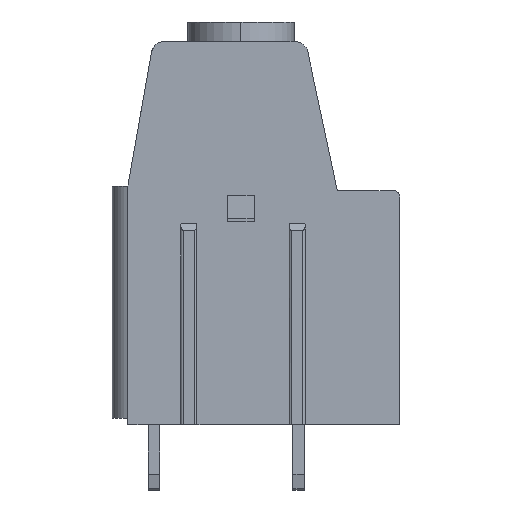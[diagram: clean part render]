
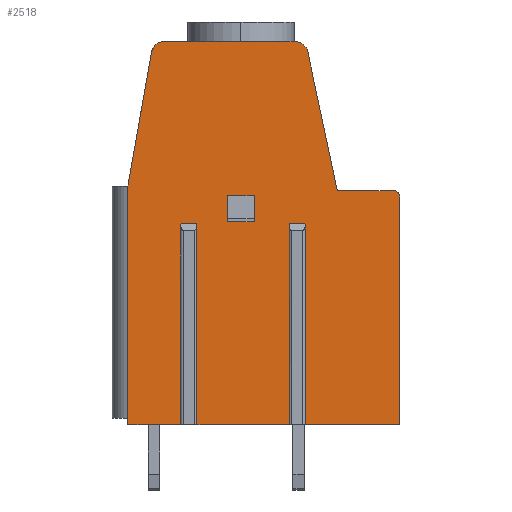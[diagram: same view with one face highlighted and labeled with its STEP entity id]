
A CAD part, top view. The second image highlights one B-rep face of the part: STEP entity #2518.
In plain terms, the highlighted planar face has unit normal (0, 0, 1).
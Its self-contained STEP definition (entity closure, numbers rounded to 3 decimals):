
#700=DIRECTION('',(0.,1.,0.));
#701=VECTOR('',#700,2.);
#702=CARTESIAN_POINT('',(-0.75,0.85,5.08));
#703=LINE('',#702,#701);
#704=DIRECTION('',(1.,0.,0.));
#705=VECTOR('',#704,2.);
#706=CARTESIAN_POINT('',(-2.75,2.85,5.08));
#707=LINE('',#706,#705);
#708=DIRECTION('',(0.,1.,0.));
#709=VECTOR('',#708,2.);
#710=CARTESIAN_POINT('',(-2.75,0.85,5.08));
#711=LINE('',#710,#709);
#712=DIRECTION('',(1.,0.,0.));
#713=VECTOR('',#712,2.);
#714=CARTESIAN_POINT('',(-2.75,0.85,5.08));
#715=LINE('',#714,#713);
#716=CARTESIAN_POINT('',(2.386,13.65,5.08));
#717=DIRECTION('',(0.,0.,1.));
#718=DIRECTION('',(0.978,0.208,0.));
#719=AXIS2_PLACEMENT_3D('',#716,#717,#718);
#721=DIRECTION('',(-0.208,0.978,0.));
#722=VECTOR('',#721,10.845);
#723=CARTESIAN_POINT('',(5.619,3.25,5.08));
#724=LINE('',#723,#722);
#725=DIRECTION('',(-1.,0.,0.));
#726=VECTOR('',#725,4.281);
#727=CARTESIAN_POINT('',(9.9,3.25,5.08));
#728=LINE('',#727,#726);
#729=CARTESIAN_POINT('',(9.9,2.75,5.08));
#730=DIRECTION('',(0.,0.,1.));
#731=DIRECTION('',(1.,0.,0.));
#732=AXIS2_PLACEMENT_3D('',#729,#730,#731);
#734=DIRECTION('',(0.,1.,0.));
#735=VECTOR('',#734,17.4);
#736=CARTESIAN_POINT('',(10.4,-14.65,5.08));
#737=LINE('',#736,#735);
#738=DIRECTION('',(1.,0.,0.));
#739=VECTOR('',#738,7.525);
#740=CARTESIAN_POINT('',(2.875,-14.65,5.08));
#741=LINE('',#740,#739);
#742=DIRECTION('',(0.,1.,0.));
#743=VECTOR('',#742,15.4);
#744=CARTESIAN_POINT('',(2.875,-14.65,5.08));
#745=LINE('',#744,#743);
#746=DIRECTION('',(1.,0.,0.));
#747=VECTOR('',#746,0.65);
#748=CARTESIAN_POINT('',(2.225,0.75,5.08));
#749=LINE('',#748,#747);
#750=DIRECTION('',(0.,1.,0.));
#751=VECTOR('',#750,15.4);
#752=CARTESIAN_POINT('',(2.225,-14.65,5.08));
#753=LINE('',#752,#751);
#754=DIRECTION('',(1.,0.,0.));
#755=VECTOR('',#754,7.65);
#756=CARTESIAN_POINT('',(-5.425,-14.65,5.08));
#757=LINE('',#756,#755);
#758=DIRECTION('',(0.,1.,0.));
#759=VECTOR('',#758,15.4);
#760=CARTESIAN_POINT('',(-5.425,-14.65,5.08));
#761=LINE('',#760,#759);
#762=DIRECTION('',(1.,0.,0.));
#763=VECTOR('',#762,0.65);
#764=CARTESIAN_POINT('',(-6.075,0.75,5.08));
#765=LINE('',#764,#763);
#766=DIRECTION('',(0.,1.,0.));
#767=VECTOR('',#766,15.4);
#768=CARTESIAN_POINT('',(-6.075,-14.65,5.08));
#769=LINE('',#768,#767);
#770=DIRECTION('',(1.,0.,0.));
#771=VECTOR('',#770,4.325);
#772=CARTESIAN_POINT('',(-10.4,-14.65,5.08));
#773=LINE('',#772,#771);
#774=DIRECTION('',(0.,-1.,0.));
#775=VECTOR('',#774,18.25);
#776=CARTESIAN_POINT('',(-10.4,3.6,5.08));
#777=LINE('',#776,#775);
#778=DIRECTION('',(-0.174,-0.985,0.));
#779=VECTOR('',#778,10.381);
#780=CARTESIAN_POINT('',(-8.597,13.824,5.08));
#781=LINE('',#780,#779);
#782=CARTESIAN_POINT('',(-7.612,13.65,5.08));
#783=DIRECTION('',(0.,0.,1.));
#784=DIRECTION('',(0.,1.,0.));
#785=AXIS2_PLACEMENT_3D('',#782,#783,#784);
#787=DIRECTION('',(-1.,0.,0.));
#788=VECTOR('',#787,9.998);
#789=CARTESIAN_POINT('',(2.386,14.65,5.08));
#790=LINE('',#789,#788);
#1253=CARTESIAN_POINT('',(-10.4,3.6,5.08));
#1254=CARTESIAN_POINT('',(-10.4,-14.65,5.08));
#1255=VERTEX_POINT('',#1253);
#1256=VERTEX_POINT('',#1254);
#1258=CARTESIAN_POINT('',(10.4,-14.65,5.08));
#1260=VERTEX_POINT('',#1258);
#1262=CARTESIAN_POINT('',(5.619,3.25,5.08));
#1264=VERTEX_POINT('',#1262);
#1305=CARTESIAN_POINT('',(-6.075,-14.65,5.08));
#1306=VERTEX_POINT('',#1305);
#1307=CARTESIAN_POINT('',(-5.425,-14.65,5.08));
#1308=CARTESIAN_POINT('',(2.225,-14.65,5.08));
#1309=VERTEX_POINT('',#1307);
#1310=VERTEX_POINT('',#1308);
#1311=CARTESIAN_POINT('',(2.875,-14.65,5.08));
#1312=VERTEX_POINT('',#1311);
#1313=CARTESIAN_POINT('',(-6.075,0.75,5.08));
#1314=CARTESIAN_POINT('',(-5.425,0.75,5.08));
#1315=VERTEX_POINT('',#1313);
#1316=VERTEX_POINT('',#1314);
#1317=CARTESIAN_POINT('',(2.225,0.75,5.08));
#1318=CARTESIAN_POINT('',(2.875,0.75,5.08));
#1319=VERTEX_POINT('',#1317);
#1320=VERTEX_POINT('',#1318);
#1339=CARTESIAN_POINT('',(-0.75,0.85,5.08));
#1340=CARTESIAN_POINT('',(-0.75,2.85,5.08));
#1341=VERTEX_POINT('',#1339);
#1342=VERTEX_POINT('',#1340);
#1343=CARTESIAN_POINT('',(-2.75,0.85,5.08));
#1344=CARTESIAN_POINT('',(-2.75,2.85,5.08));
#1345=VERTEX_POINT('',#1343);
#1346=VERTEX_POINT('',#1344);
#1471=CARTESIAN_POINT('',(3.364,13.858,5.08));
#1472=VERTEX_POINT('',#1471);
#1473=CARTESIAN_POINT('',(2.386,14.65,5.08));
#1474=VERTEX_POINT('',#1473);
#1479=CARTESIAN_POINT('',(-7.612,14.65,5.08));
#1480=CARTESIAN_POINT('',(-8.597,13.824,5.08));
#1481=VERTEX_POINT('',#1479);
#1482=VERTEX_POINT('',#1480);
#1487=CARTESIAN_POINT('',(10.4,2.75,5.08));
#1488=VERTEX_POINT('',#1487);
#1489=CARTESIAN_POINT('',(9.9,3.25,5.08));
#1490=VERTEX_POINT('',#1489);
#2477=CARTESIAN_POINT('',(0.,0.,5.08));
#2478=DIRECTION('',(0.,0.,1.));
#2479=DIRECTION('',(1.,0.,0.));
#2480=AXIS2_PLACEMENT_3D('',#2477,#2478,#2479);
#2481=PLANE('',#2480);
#2482=ORIENTED_EDGE('',*,*,#1671,.F.);
#2483=ORIENTED_EDGE('',*,*,#1687,.F.);
#2484=ORIENTED_EDGE('',*,*,#1699,.F.);
#2485=ORIENTED_EDGE('',*,*,#1714,.F.);
#2486=ORIENTED_EDGE('',*,*,#1729,.F.);
#2487=ORIENTED_EDGE('',*,*,#1813,.F.);
#2489=ORIENTED_EDGE('',*,*,#2488,.T.);
#2491=ORIENTED_EDGE('',*,*,#2490,.F.);
#2493=ORIENTED_EDGE('',*,*,#2492,.F.);
#2494=ORIENTED_EDGE('',*,*,#1797,.F.);
#2496=ORIENTED_EDGE('',*,*,#2495,.T.);
#2498=ORIENTED_EDGE('',*,*,#2497,.F.);
#2500=ORIENTED_EDGE('',*,*,#2499,.F.);
#2501=ORIENTED_EDGE('',*,*,#1781,.F.);
#2502=ORIENTED_EDGE('',*,*,#2079,.F.);
#2503=ORIENTED_EDGE('',*,*,#2213,.F.);
#2504=ORIENTED_EDGE('',*,*,#2240,.F.);
#2505=ORIENTED_EDGE('',*,*,#2262,.F.);
#2506=EDGE_LOOP('',(#2482,#2483,#2484,#2485,#2486,#2487,#2489,#2491,#2493,#2494,
#2496,#2498,#2500,#2501,#2502,#2503,#2504,#2505));
#2507=FACE_OUTER_BOUND('',#2506,.F.);
#2509=ORIENTED_EDGE('',*,*,#2508,.T.);
#2511=ORIENTED_EDGE('',*,*,#2510,.F.);
#2513=ORIENTED_EDGE('',*,*,#2512,.F.);
#2515=ORIENTED_EDGE('',*,*,#2514,.T.);
#2516=EDGE_LOOP('',(#2509,#2511,#2513,#2515));
#2517=FACE_BOUND('',#2516,.F.);
#720=CIRCLE('',#719,1.);
#733=CIRCLE('',#732,0.5);
#786=CIRCLE('',#785,1.);
#1671=EDGE_CURVE('',#1472,#1474,#720,.T.);
#1687=EDGE_CURVE('',#1264,#1472,#724,.T.);
#1699=EDGE_CURVE('',#1490,#1264,#728,.T.);
#1714=EDGE_CURVE('',#1488,#1490,#733,.T.);
#1729=EDGE_CURVE('',#1260,#1488,#737,.T.);
#1781=EDGE_CURVE('',#1256,#1306,#773,.T.);
#1797=EDGE_CURVE('',#1309,#1310,#757,.T.);
#1813=EDGE_CURVE('',#1312,#1260,#741,.T.);
#2079=EDGE_CURVE('',#1255,#1256,#777,.T.);
#2213=EDGE_CURVE('',#1482,#1255,#781,.T.);
#2240=EDGE_CURVE('',#1481,#1482,#786,.T.);
#2262=EDGE_CURVE('',#1474,#1481,#790,.T.);
#2488=EDGE_CURVE('',#1312,#1320,#745,.T.);
#2490=EDGE_CURVE('',#1319,#1320,#749,.T.);
#2492=EDGE_CURVE('',#1310,#1319,#753,.T.);
#2495=EDGE_CURVE('',#1309,#1316,#761,.T.);
#2497=EDGE_CURVE('',#1315,#1316,#765,.T.);
#2499=EDGE_CURVE('',#1306,#1315,#769,.T.);
#2508=EDGE_CURVE('',#1341,#1342,#703,.T.);
#2510=EDGE_CURVE('',#1346,#1342,#707,.T.);
#2512=EDGE_CURVE('',#1345,#1346,#711,.T.);
#2514=EDGE_CURVE('',#1345,#1341,#715,.T.);
#2518=ADVANCED_FACE('',(#2507,#2517),#2481,.T.);
